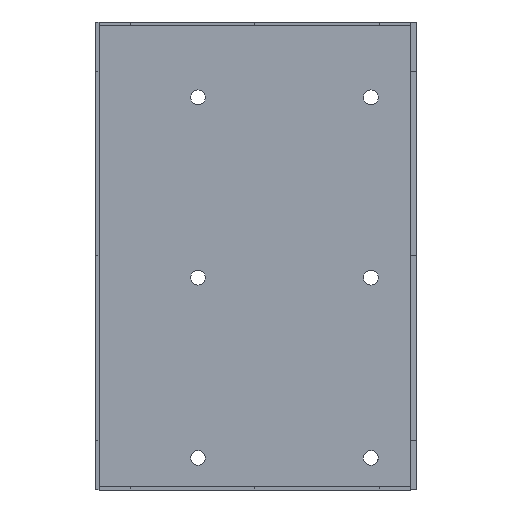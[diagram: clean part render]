
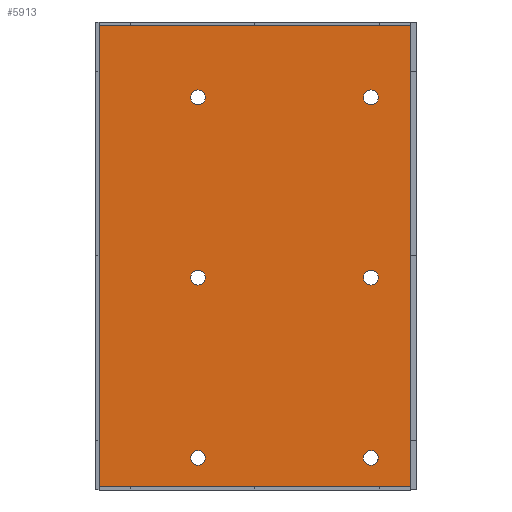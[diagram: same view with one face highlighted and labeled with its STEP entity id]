
A CAD part, left-side view. The second image highlights one B-rep face of the part: STEP entity #5913.
In plain terms, the highlighted face is planar.
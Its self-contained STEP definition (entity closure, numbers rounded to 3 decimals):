
#5 = VERTEX_POINT ( 'NONE', #10991 ) ;
#85 = DIRECTION ( 'NONE',  ( 0., 0., 1. ) ) ;
#124 = EDGE_LOOP ( 'NONE', ( #11892, #9847, #1531, #128 ) ) ;
#128 = ORIENTED_EDGE ( 'NONE', *, *, #12177, .T. ) ;
#165 = VERTEX_POINT ( 'NONE', #8545 ) ;
#179 = AXIS2_PLACEMENT_3D ( 'NONE', #6636, #733, #3744 ) ;
#223 = AXIS2_PLACEMENT_3D ( 'NONE', #6996, #85, #10034 ) ;
#293 = PLANE ( 'NONE',  #10875 ) ;
#311 = EDGE_CURVE ( 'NONE', #5590, #5455, #4358, .T. ) ;
#326 = CARTESIAN_POINT ( 'NONE',  ( -73., -70., 10. ) ) ;
#334 = LINE ( 'NONE', #10217, #7301 ) ;
#352 = EDGE_LOOP ( 'NONE', ( #4489, #2919 ) ) ;
#381 = FACE_BOUND ( 'NONE', #5572, .T. ) ;
#434 = CIRCLE ( 'NONE', #11438, 6. ) ;
#464 = EDGE_CURVE ( 'NONE', #165, #5347, #334, .T. ) ;
#492 = EDGE_CURVE ( 'NONE', #8064, #5, #11856, .T. ) ;
#733 = DIRECTION ( 'NONE',  ( 0., 0., 1. ) ) ;
#831 = CARTESIAN_POINT ( 'NONE',  ( 79., -70., 10. ) ) ;
#868 = VERTEX_POINT ( 'NONE', #8033 ) ;
#953 = CARTESIAN_POINT ( 'NONE',  ( 67., -70., 10. ) ) ;
#958 = ORIENTED_EDGE ( 'NONE', *, *, #6837, .F. ) ;
#984 = VECTOR ( 'NONE', #12644, 1000. ) ;
#987 = VERTEX_POINT ( 'NONE', #2090 ) ;
#1089 = DIRECTION ( 'NONE',  ( -1., 0., 0. ) ) ;
#1101 = EDGE_CURVE ( 'NONE', #9814, #987, #8536, .T. ) ;
#1104 = CARTESIAN_POINT ( 'NONE',  ( 81., 102., 10. ) ) ;
#1321 = CARTESIAN_POINT ( 'NONE',  ( -67., 70., 10. ) ) ;
#1483 = CARTESIAN_POINT ( 'NONE',  ( 73., -70., 10. ) ) ;
#1515 = CIRCLE ( 'NONE', #6155, 6. ) ;
#1531 = ORIENTED_EDGE ( 'NONE', *, *, #464, .T. ) ;
#1543 = EDGE_CURVE ( 'NONE', #7417, #868, #6512, .T. ) ;
#1606 = CARTESIAN_POINT ( 'NONE',  ( -277., 102., 10. ) ) ;
#1704 = VERTEX_POINT ( 'NONE', #4456 ) ;
#1738 = CARTESIAN_POINT ( 'NONE',  ( -277., -150., 10. ) ) ;
#2067 = DIRECTION ( 'NONE',  ( 0., 0., 1. ) ) ;
#2090 = CARTESIAN_POINT ( 'NONE',  ( -277., -150., 10. ) ) ;
#2374 = DIRECTION ( 'NONE',  ( 1., 0., 0. ) ) ;
#2424 = CARTESIAN_POINT ( 'NONE',  ( -277., 102., 10. ) ) ;
#2763 = CARTESIAN_POINT ( 'NONE',  ( -213., -70., 10. ) ) ;
#2837 = FACE_BOUND ( 'NONE', #7611, .T. ) ;
#2919 = ORIENTED_EDGE ( 'NONE', *, *, #8236, .F. ) ;
#2929 = CARTESIAN_POINT ( 'NONE',  ( -73., -70., 10. ) ) ;
#3118 = EDGE_CURVE ( 'NONE', #1704, #5967, #1515, .T. ) ;
#3139 = DIRECTION ( 'NONE',  ( 0., 0., 1. ) ) ;
#3183 = CIRCLE ( 'NONE', #10693, 6. ) ;
#3254 = DIRECTION ( 'NONE',  ( 0., 0., 1. ) ) ;
#3440 = CARTESIAN_POINT ( 'NONE',  ( -219., -70., 10. ) ) ;
#3556 = ORIENTED_EDGE ( 'NONE', *, *, #11424, .F. ) ;
#3744 = DIRECTION ( 'NONE',  ( 1., 0., 0. ) ) ;
#3755 = CARTESIAN_POINT ( 'NONE',  ( -219., -70., 10. ) ) ;
#3959 = AXIS2_PLACEMENT_3D ( 'NONE', #6753, #2067, #1089 ) ;
#4166 = DIRECTION ( 'NONE',  ( -1., 0., 0. ) ) ;
#4230 = FACE_BOUND ( 'NONE', #352, .T. ) ;
#4260 = DIRECTION ( 'NONE',  ( 1., 0., 0. ) ) ;
#4358 = CIRCLE ( 'NONE', #179, 6. ) ;
#4443 = CARTESIAN_POINT ( 'NONE',  ( -79., 70., 10. ) ) ;
#4456 = CARTESIAN_POINT ( 'NONE',  ( -79., -70., 10. ) ) ;
#4489 = ORIENTED_EDGE ( 'NONE', *, *, #3118, .F. ) ;
#4560 = FACE_BOUND ( 'NONE', #11543, .T. ) ;
#4786 = AXIS2_PLACEMENT_3D ( 'NONE', #3755, #5697, #10578 ) ;
#4968 = DIRECTION ( 'NONE',  ( 1., 0., 0. ) ) ;
#5074 = EDGE_LOOP ( 'NONE', ( #8712, #11362 ) ) ;
#5093 = CARTESIAN_POINT ( 'NONE',  ( -73., 70., 10. ) ) ;
#5105 = CIRCLE ( 'NONE', #11646, 6. ) ;
#5297 = LINE ( 'NONE', #1104, #5445 ) ;
#5315 = DIRECTION ( 'NONE',  ( -1., 0., 0. ) ) ;
#5347 = VERTEX_POINT ( 'NONE', #12452 ) ;
#5434 = EDGE_CURVE ( 'NONE', #5, #8064, #7358, .T. ) ;
#5438 = DIRECTION ( 'NONE',  ( -1., 0., 0. ) ) ;
#5445 = VECTOR ( 'NONE', #4166, 1000. ) ;
#5452 = DIRECTION ( 'NONE',  ( 0., 0., 1. ) ) ;
#5455 = VERTEX_POINT ( 'NONE', #831 ) ;
#5572 = EDGE_LOOP ( 'NONE', ( #9777, #10671 ) ) ;
#5590 = VERTEX_POINT ( 'NONE', #953 ) ;
#5697 = DIRECTION ( 'NONE',  ( 0., 0., 1. ) ) ;
#5820 = AXIS2_PLACEMENT_3D ( 'NONE', #7230, #8261, #5315 ) ;
#5890 = EDGE_LOOP ( 'NONE', ( #11929, #10064 ) ) ;
#5913 = ADVANCED_FACE ( 'NONE', ( #381, #4560, #6242, #6720, #7177, #4230, #2837 ), #293, .T. ) ;
#5967 = VERTEX_POINT ( 'NONE', #11571 ) ;
#6057 = ORIENTED_EDGE ( 'NONE', *, *, #10878, .F. ) ;
#6155 = AXIS2_PLACEMENT_3D ( 'NONE', #326, #3254, #7201 ) ;
#6242 = FACE_BOUND ( 'NONE', #5890, .T. ) ;
#6376 = DIRECTION ( 'NONE',  ( 0., 0., 1. ) ) ;
#6391 = DIRECTION ( 'NONE',  ( 0., 1., 0. ) ) ;
#6418 = VERTEX_POINT ( 'NONE', #7106 ) ;
#6512 = CIRCLE ( 'NONE', #5820, 6. ) ;
#6636 = CARTESIAN_POINT ( 'NONE',  ( 73., -70., 10. ) ) ;
#6720 = FACE_OUTER_BOUND ( 'NONE', #124, .T. ) ;
#6748 = EDGE_CURVE ( 'NONE', #987, #165, #7776, .T. ) ;
#6753 = CARTESIAN_POINT ( 'NONE',  ( -219., 70., 10. ) ) ;
#6834 = VECTOR ( 'NONE', #11525, 1000. ) ;
#6837 = EDGE_CURVE ( 'NONE', #868, #7417, #12626, .T. ) ;
#6996 = CARTESIAN_POINT ( 'NONE',  ( -73., 70., 10. ) ) ;
#7106 = CARTESIAN_POINT ( 'NONE',  ( 79., 70., 10. ) ) ;
#7142 = DIRECTION ( 'NONE',  ( 1., 0., 0. ) ) ;
#7177 = FACE_BOUND ( 'NONE', #5074, .T. ) ;
#7183 = DIRECTION ( 'NONE',  ( 0., 0., 1. ) ) ;
#7201 = DIRECTION ( 'NONE',  ( 1., 0., 0. ) ) ;
#7230 = CARTESIAN_POINT ( 'NONE',  ( -219., 70., 10. ) ) ;
#7301 = VECTOR ( 'NONE', #6391, 1000. ) ;
#7358 = CIRCLE ( 'NONE', #4786, 6. ) ;
#7417 = VERTEX_POINT ( 'NONE', #12607 ) ;
#7611 = EDGE_LOOP ( 'NONE', ( #11041, #958 ) ) ;
#7776 = LINE ( 'NONE', #1738, #984 ) ;
#7813 = CIRCLE ( 'NONE', #8434, 6. ) ;
#7877 = DIRECTION ( 'NONE',  ( 0., 0., 1. ) ) ;
#7897 = AXIS2_PLACEMENT_3D ( 'NONE', #3440, #10534, #5438 ) ;
#8033 = CARTESIAN_POINT ( 'NONE',  ( -213., 70., 10. ) ) ;
#8064 = VERTEX_POINT ( 'NONE', #2763 ) ;
#8209 = CARTESIAN_POINT ( 'NONE',  ( 67., 70., 10. ) ) ;
#8236 = EDGE_CURVE ( 'NONE', #5967, #1704, #5105, .T. ) ;
#8237 = CARTESIAN_POINT ( 'NONE',  ( 0., 0., 10. ) ) ;
#8261 = DIRECTION ( 'NONE',  ( 0., 0., 1. ) ) ;
#8434 = AXIS2_PLACEMENT_3D ( 'NONE', #5093, #10028, #4968 ) ;
#8536 = LINE ( 'NONE', #2424, #6834 ) ;
#8545 = CARTESIAN_POINT ( 'NONE',  ( 96., -150., 10. ) ) ;
#8570 = CIRCLE ( 'NONE', #11891, 6. ) ;
#8652 = VERTEX_POINT ( 'NONE', #4443 ) ;
#8712 = ORIENTED_EDGE ( 'NONE', *, *, #10288, .F. ) ;
#8930 = CARTESIAN_POINT ( 'NONE',  ( 73., 70., 10. ) ) ;
#9056 = VERTEX_POINT ( 'NONE', #1321 ) ;
#9684 = EDGE_CURVE ( 'NONE', #5455, #5590, #434, .T. ) ;
#9777 = ORIENTED_EDGE ( 'NONE', *, *, #5434, .F. ) ;
#9814 = VERTEX_POINT ( 'NONE', #1606 ) ;
#9847 = ORIENTED_EDGE ( 'NONE', *, *, #6748, .T. ) ;
#9946 = DIRECTION ( 'NONE',  ( 1., 0., 0. ) ) ;
#10028 = DIRECTION ( 'NONE',  ( 0., 0., 1. ) ) ;
#10034 = DIRECTION ( 'NONE',  ( 1., 0., 0. ) ) ;
#10064 = ORIENTED_EDGE ( 'NONE', *, *, #9684, .F. ) ;
#10084 = DIRECTION ( 'NONE',  ( 1., 0., 0. ) ) ;
#10217 = CARTESIAN_POINT ( 'NONE',  ( 96., 102., 10. ) ) ;
#10281 = CIRCLE ( 'NONE', #223, 6. ) ;
#10288 = EDGE_CURVE ( 'NONE', #11589, #6418, #3183, .T. ) ;
#10534 = DIRECTION ( 'NONE',  ( 0., 0., 1. ) ) ;
#10578 = DIRECTION ( 'NONE',  ( -1., 0., 0. ) ) ;
#10671 = ORIENTED_EDGE ( 'NONE', *, *, #492, .F. ) ;
#10693 = AXIS2_PLACEMENT_3D ( 'NONE', #11236, #7183, #7142 ) ;
#10875 = AXIS2_PLACEMENT_3D ( 'NONE', #8237, #6376, #4260 ) ;
#10878 = EDGE_CURVE ( 'NONE', #8652, #9056, #7813, .T. ) ;
#10991 = CARTESIAN_POINT ( 'NONE',  ( -225., -70., 10. ) ) ;
#11041 = ORIENTED_EDGE ( 'NONE', *, *, #1543, .F. ) ;
#11236 = CARTESIAN_POINT ( 'NONE',  ( 73., 70., 10. ) ) ;
#11362 = ORIENTED_EDGE ( 'NONE', *, *, #11526, .F. ) ;
#11424 = EDGE_CURVE ( 'NONE', #9056, #8652, #10281, .T. ) ;
#11438 = AXIS2_PLACEMENT_3D ( 'NONE', #1483, #5452, #2374 ) ;
#11525 = DIRECTION ( 'NONE',  ( 0., -1., 0. ) ) ;
#11526 = EDGE_CURVE ( 'NONE', #6418, #11589, #8570, .T. ) ;
#11543 = EDGE_LOOP ( 'NONE', ( #6057, #3556 ) ) ;
#11571 = CARTESIAN_POINT ( 'NONE',  ( -67., -70., 10. ) ) ;
#11589 = VERTEX_POINT ( 'NONE', #8209 ) ;
#11646 = AXIS2_PLACEMENT_3D ( 'NONE', #2929, #7877, #9946 ) ;
#11856 = CIRCLE ( 'NONE', #7897, 6. ) ;
#11891 = AXIS2_PLACEMENT_3D ( 'NONE', #8930, #3139, #10084 ) ;
#11892 = ORIENTED_EDGE ( 'NONE', *, *, #1101, .T. ) ;
#11929 = ORIENTED_EDGE ( 'NONE', *, *, #311, .F. ) ;
#12177 = EDGE_CURVE ( 'NONE', #5347, #9814, #5297, .T. ) ;
#12452 = CARTESIAN_POINT ( 'NONE',  ( 96., 102., 10. ) ) ;
#12607 = CARTESIAN_POINT ( 'NONE',  ( -225., 70., 10. ) ) ;
#12626 = CIRCLE ( 'NONE', #3959, 6. ) ;
#12644 = DIRECTION ( 'NONE',  ( 1., 0., 0. ) ) ;
